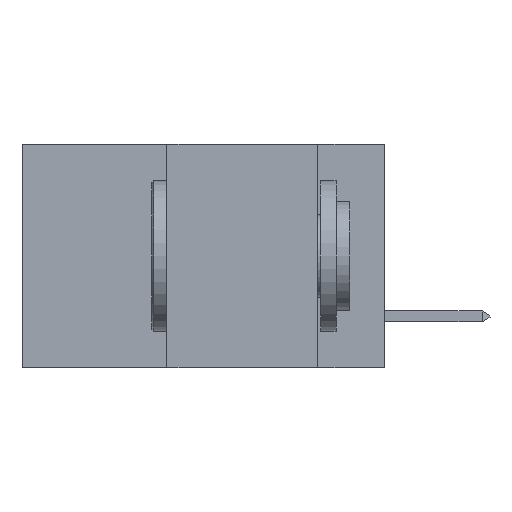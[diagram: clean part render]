
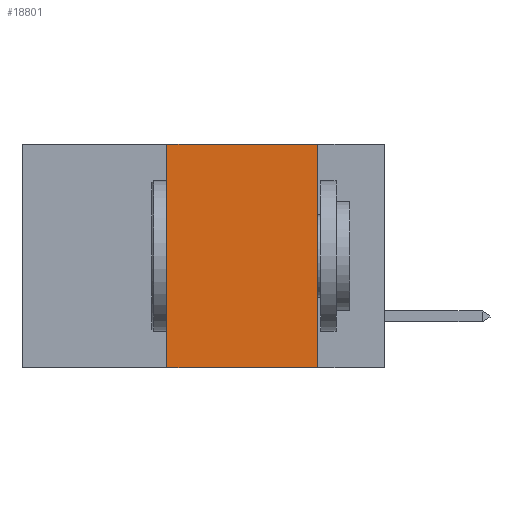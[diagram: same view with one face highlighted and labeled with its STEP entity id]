
A CAD part, left-side view. The second image highlights one B-rep face of the part: STEP entity #18801.
In plain terms, the highlighted planar face has unit normal (-1, 0, 0).
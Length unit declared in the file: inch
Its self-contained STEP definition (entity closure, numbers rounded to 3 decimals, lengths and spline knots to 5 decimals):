
#304 = VECTOR ( 'NONE', #947, 39.37008 ) ;
#539 = ORIENTED_EDGE ( 'NONE', *, *, #12107, .T. ) ;
#749 = AXIS2_PLACEMENT_3D ( 'NONE', #12339, #17250, #7248 ) ;
#947 = DIRECTION ( 'NONE',  ( 0., -1., 0. ) ) ;
#1169 = CARTESIAN_POINT ( 'NONE',  ( 0., 0.11, -0.37 ) ) ;
#2133 = VECTOR ( 'NONE', #6314, 39.37008 ) ;
#4490 = CARTESIAN_POINT ( 'NONE',  ( 0., 0.6, -0.37 ) ) ;
#5068 = LINE ( 'NONE', #21123, #21801 ) ;
#5083 = LINE ( 'NONE', #4490, #304 ) ;
#6314 = DIRECTION ( 'NONE',  ( 0., 0., 1. ) ) ;
#6811 = VERTEX_POINT ( 'NONE', #20437 ) ;
#7248 = DIRECTION ( 'NONE',  ( 0., 0., -1. ) ) ;
#7649 = ORIENTED_EDGE ( 'NONE', *, *, #20885, .F. ) ;
#8283 = EDGE_CURVE ( 'NONE', #16479, #6811, #19172, .T. ) ;
#8590 = ORIENTED_EDGE ( 'NONE', *, *, #16473, .F. ) ;
#8888 = PLANE ( 'NONE',  #749 ) ;
#9741 = CARTESIAN_POINT ( 'NONE',  ( 0., 0.36, 0. ) ) ;
#9902 = VERTEX_POINT ( 'NONE', #1169 ) ;
#9956 = ORIENTED_EDGE ( 'NONE', *, *, #8283, .F. ) ;
#11365 = LINE ( 'NONE', #9741, #2133 ) ;
#12107 = EDGE_CURVE ( 'NONE', #18885, #9902, #5083, .T. ) ;
#12339 = CARTESIAN_POINT ( 'NONE',  ( 0., 0.6, 0. ) ) ;
#13017 = DIRECTION ( 'NONE',  ( 0., 0., -1. ) ) ;
#13772 = DIRECTION ( 'NONE',  ( 0., -1., 0. ) ) ;
#13804 = VECTOR ( 'NONE', #13772, 39.37008 ) ;
#14199 = CARTESIAN_POINT ( 'NONE',  ( 0., 0.36, -0.37 ) ) ;
#14244 = EDGE_LOOP ( 'NONE', ( #7649, #9956, #8590, #539 ) ) ;
#16473 = EDGE_CURVE ( 'NONE', #18885, #16479, #11365, .T. ) ;
#16479 = VERTEX_POINT ( 'NONE', #18120 ) ;
#17016 = CARTESIAN_POINT ( 'NONE',  ( 0., 0.6, 0. ) ) ;
#17250 = DIRECTION ( 'NONE',  ( 1., 0., 0. ) ) ;
#18115 = FACE_OUTER_BOUND ( 'NONE', #14244, .T. ) ;
#18120 = CARTESIAN_POINT ( 'NONE',  ( 0., 0.36, 0. ) ) ;
#18801 = ADVANCED_FACE ( 'NONE', ( #18115 ), #8888, .F. ) ;
#18885 = VERTEX_POINT ( 'NONE', #14199 ) ;
#19172 = LINE ( 'NONE', #17016, #13804 ) ;
#20437 = CARTESIAN_POINT ( 'NONE',  ( 0., 0.11, 0. ) ) ;
#20885 = EDGE_CURVE ( 'NONE', #6811, #9902, #5068, .T. ) ;
#21123 = CARTESIAN_POINT ( 'NONE',  ( 0., 0.11, 0. ) ) ;
#21801 = VECTOR ( 'NONE', #13017, 39.37008 ) ;
